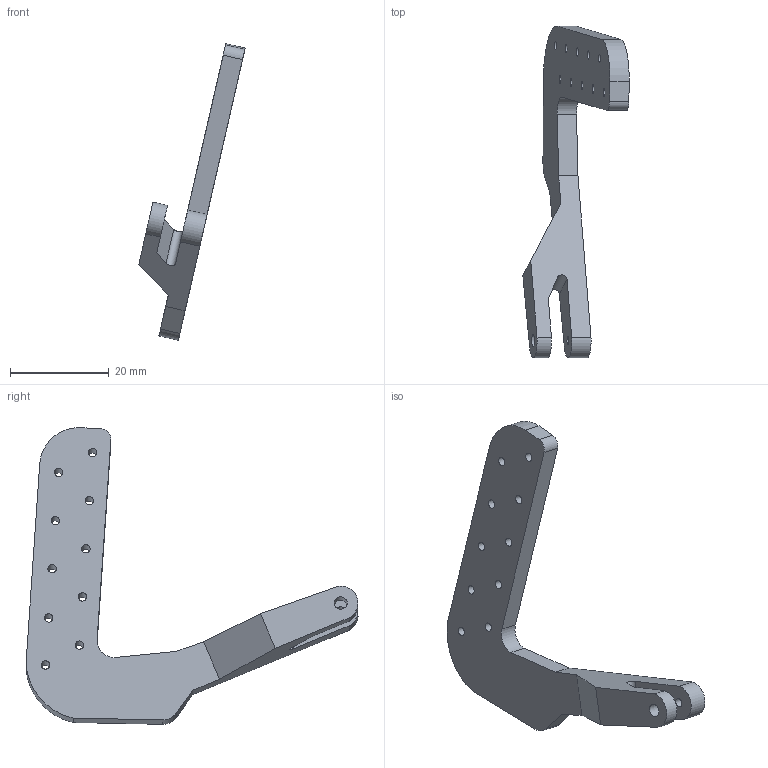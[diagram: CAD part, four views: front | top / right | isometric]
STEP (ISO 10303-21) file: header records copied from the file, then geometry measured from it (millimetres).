
FILE_DESCRIPTION(/* description */ (''),/* implementation_level */ '2;1');
FILE_NAME(/* name */ 'Arm1V3.ipt.stp',/* time_stamp */ '2021-06-20T10:01:17-05:00',/* author */ ('svale'),/* organization */ (''),/* preprocessor_version */ 'ST-DEVELOPER v18.1',/* originating_system */ 'Autodesk Inventor 2021',/* authorisation */ '');
FILE_SCHEMA (('AUTOMOTIVE_DESIGN { 1 0 10303 214 3 1 1 }'));
Length unit declared in the file: millimetre
Products named in the file (1): Arm1V3
Bounding box: 21.49 x 67.09 x 59.94 mm (x, y, z)
Volume: 6106.1 mm3; surface area: 4335.7 mm2
Topology: 1 solids, 1 shells, 35 faces, 112 edges, 79 vertices
Faces by surface type: cylinder 20, plane 15
Full cylindrical faces by diameter (mm): 1.713 x11, 2.6 x1
Entity records: 1372 total; most frequent: DIRECTION 237, CARTESIAN_POINT 227, ORIENTED_EDGE 224, EDGE_CURVE 112, AXIS2_PLACEMENT_3D 89, VERTEX_POINT 79, EDGE_LOOP 59, LINE 59
